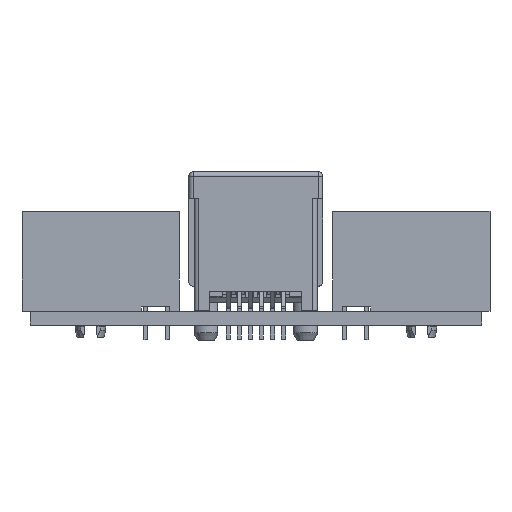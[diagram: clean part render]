
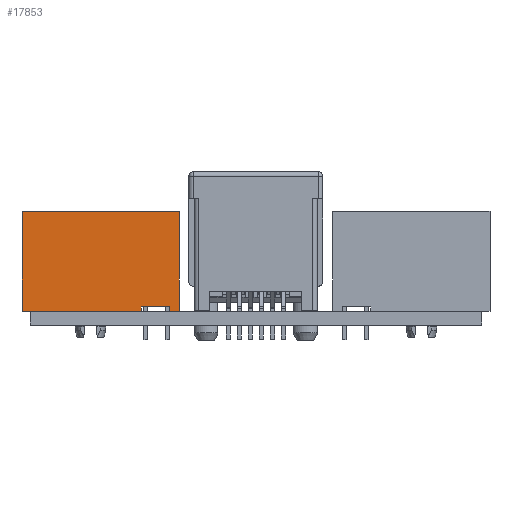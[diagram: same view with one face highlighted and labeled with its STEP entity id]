
A CAD part, front view. The second image highlights one B-rep face of the part: STEP entity #17853.
In plain terms, the highlighted face is planar.
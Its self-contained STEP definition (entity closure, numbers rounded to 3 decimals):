
#13831 = VERTEX_POINT('',#13832);
#13832 = CARTESIAN_POINT('',(6.605,5.75,0.));
#13838 = EDGE_CURVE('',#13839,#13831,#13841,.T.);
#13839 = VERTEX_POINT('',#13840);
#13840 = CARTESIAN_POINT('',(6.605,-5.75,0.));
#13841 = LINE('',#13842,#13843);
#13842 = CARTESIAN_POINT('',(6.605,-5.75,0.));
#13843 = VECTOR('',#13844,1.);
#13844 = DIRECTION('',(0.,1.,0.));
#15575 = VERTEX_POINT('',#15576);
#15576 = CARTESIAN_POINT('',(6.605,5.75,-18.1));
#15582 = EDGE_CURVE('',#13831,#15575,#15583,.T.);
#15583 = LINE('',#15584,#15585);
#15584 = CARTESIAN_POINT('',(6.605,5.75,0.));
#15585 = VECTOR('',#15586,1.);
#15586 = DIRECTION('',(0.,0.,-1.));
#16041 = VERTEX_POINT('',#16042);
#16042 = CARTESIAN_POINT('',(6.605,-5.75,-13.75));
#16048 = EDGE_CURVE('',#16041,#16049,#16051,.T.);
#16049 = VERTEX_POINT('',#16050);
#16050 = CARTESIAN_POINT('',(6.605,-5.25,-13.75));
#16051 = LINE('',#16052,#16053);
#16052 = CARTESIAN_POINT('',(6.605,-5.75,-13.75));
#16053 = VECTOR('',#16054,1.);
#16054 = DIRECTION('',(0.,1.,0.));
#16144 = EDGE_CURVE('',#13839,#16041,#16145,.T.);
#16145 = LINE('',#16146,#16147);
#16146 = CARTESIAN_POINT('',(6.605,-5.75,0.));
#16147 = VECTOR('',#16148,1.);
#16148 = DIRECTION('',(0.,0.,-1.));
#16299 = VERTEX_POINT('',#16300);
#16300 = CARTESIAN_POINT('',(6.605,-5.75,-17.));
#16306 = EDGE_CURVE('',#16299,#16307,#16309,.T.);
#16307 = VERTEX_POINT('',#16308);
#16308 = CARTESIAN_POINT('',(6.605,-5.75,-18.1));
#16309 = LINE('',#16310,#16311);
#16310 = CARTESIAN_POINT('',(6.605,-5.75,-17.));
#16311 = VECTOR('',#16312,1.);
#16312 = DIRECTION('',(0.,0.,-1.));
#17853 = ADVANCED_FACE('',(#17854),#17881,.T.);
#17854 = FACE_BOUND('',#17855,.F.);
#17855 = EDGE_LOOP('',(#17856,#17857,#17858,#17859,#17860,#17866,#17867,
    #17875));
#17856 = ORIENTED_EDGE('',*,*,#16048,.F.);
#17857 = ORIENTED_EDGE('',*,*,#16144,.F.);
#17858 = ORIENTED_EDGE('',*,*,#13838,.T.);
#17859 = ORIENTED_EDGE('',*,*,#15582,.T.);
#17860 = ORIENTED_EDGE('',*,*,#17861,.F.);
#17861 = EDGE_CURVE('',#16307,#15575,#17862,.T.);
#17862 = LINE('',#17863,#17864);
#17863 = CARTESIAN_POINT('',(6.605,-5.75,-18.1));
#17864 = VECTOR('',#17865,1.);
#17865 = DIRECTION('',(0.,1.,0.));
#17866 = ORIENTED_EDGE('',*,*,#16306,.F.);
#17867 = ORIENTED_EDGE('',*,*,#17868,.T.);
#17868 = EDGE_CURVE('',#16299,#17869,#17871,.T.);
#17869 = VERTEX_POINT('',#17870);
#17870 = CARTESIAN_POINT('',(6.605,-5.25,-17.));
#17871 = LINE('',#17872,#17873);
#17872 = CARTESIAN_POINT('',(6.605,-5.75,-17.));
#17873 = VECTOR('',#17874,1.);
#17874 = DIRECTION('',(0.,1.,0.));
#17875 = ORIENTED_EDGE('',*,*,#17876,.T.);
#17876 = EDGE_CURVE('',#17869,#16049,#17877,.T.);
#17877 = LINE('',#17878,#17879);
#17878 = CARTESIAN_POINT('',(6.605,-5.25,-17.));
#17879 = VECTOR('',#17880,1.);
#17880 = DIRECTION('',(0.,0.,1.));
#17881 = PLANE('',#17882);
#17882 = AXIS2_PLACEMENT_3D('',#17883,#17884,#17885);
#17883 = CARTESIAN_POINT('',(6.605,-5.75,0.));
#17884 = DIRECTION('',(1.,0.,0.));
#17885 = DIRECTION('',(-0.,1.,0.));
